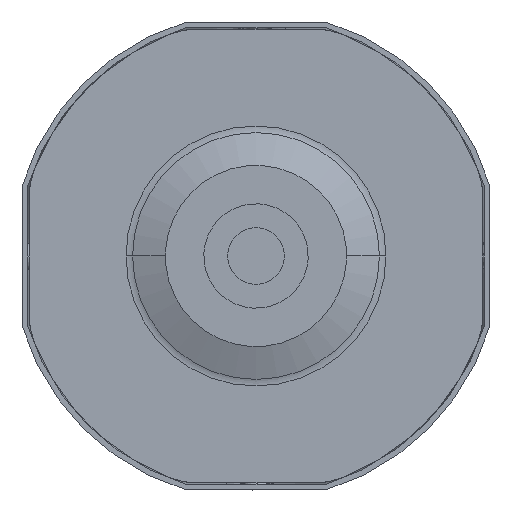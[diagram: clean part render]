
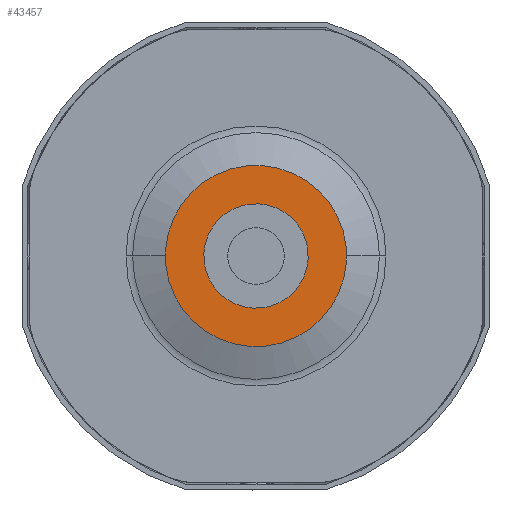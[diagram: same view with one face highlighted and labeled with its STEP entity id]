
A CAD part, front view. The second image highlights one B-rep face of the part: STEP entity #43457.
In plain terms, the highlighted planar face has unit normal (0, -1, 0).
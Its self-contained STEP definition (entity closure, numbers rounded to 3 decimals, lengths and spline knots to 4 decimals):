
#3464 = AXIS2_PLACEMENT_3D ( 'NONE', #44375, #4119, #51063 ) ;
#4119 = DIRECTION ( 'NONE',  ( 0., -1., 0. ) ) ;
#8129 = CARTESIAN_POINT ( 'NONE',  ( 0., -0.5626, 0. ) ) ;
#8965 = FACE_BOUND ( 'NONE', #21879, .T. ) ;
#10767 = PLANE ( 'NONE',  #34389 ) ;
#14894 = DIRECTION ( 'NONE',  ( -0.405, 0., -0.914 ) ) ;
#14918 = ORIENTED_EDGE ( 'NONE', *, *, #57886, .F. ) ;
#17478 = CARTESIAN_POINT ( 'NONE',  ( 0.5395, -0.5626, -0.2389 ) ) ;
#21875 = CIRCLE ( 'NONE', #60576, 0.34 ) ;
#21879 = EDGE_LOOP ( 'NONE', ( #14918, #59210 ) ) ;
#23419 = CIRCLE ( 'NONE', #83112, 0.59 ) ;
#24269 = DIRECTION ( 'NONE',  ( 0., -1., 0. ) ) ;
#27505 = CARTESIAN_POINT ( 'NONE',  ( 0., -0.5626, 0. ) ) ;
#30149 = VERTEX_POINT ( 'NONE', #36200 ) ;
#33029 = CARTESIAN_POINT ( 'NONE',  ( -0.1377, -0.5626, -0.3109 ) ) ;
#34186 = CARTESIAN_POINT ( 'NONE',  ( 0., -0.5626, 0. ) ) ;
#34265 = DIRECTION ( 'NONE',  ( -0.405, 0., -0.914 ) ) ;
#34303 = AXIS2_PLACEMENT_3D ( 'NONE', #8129, #55099, #14894 ) ;
#34389 = AXIS2_PLACEMENT_3D ( 'NONE', #17478, #24269, #71191 ) ;
#34725 = EDGE_CURVE ( 'NONE', #51151, #30149, #23419, .T. ) ;
#36200 = CARTESIAN_POINT ( 'NONE',  ( -0.2389, -0.5626, -0.5395 ) ) ;
#36982 = VERTEX_POINT ( 'NONE', #46465 ) ;
#40713 = CIRCLE ( 'NONE', #3464, 0.59 ) ;
#40930 = DIRECTION ( 'NONE',  ( -0.405, 0., -0.914 ) ) ;
#43298 = EDGE_LOOP ( 'NONE', ( #54264, #45648 ) ) ;
#43457 = ADVANCED_FACE ( 'NONE', ( #58258, #8965 ), #10767, .T. ) ;
#44342 = CIRCLE ( 'NONE', #34303, 0.34 ) ;
#44375 = CARTESIAN_POINT ( 'NONE',  ( 0., -0.5626, 0. ) ) ;
#45648 = ORIENTED_EDGE ( 'NONE', *, *, #34725, .T. ) ;
#46187 = VERTEX_POINT ( 'NONE', #33029 ) ;
#46465 = CARTESIAN_POINT ( 'NONE',  ( 0.1377, -0.5626, 0.3109 ) ) ;
#51063 = DIRECTION ( 'NONE',  ( -0.405, 0., -0.914 ) ) ;
#51151 = VERTEX_POINT ( 'NONE', #63298 ) ;
#54264 = ORIENTED_EDGE ( 'NONE', *, *, #83450, .T. ) ;
#54588 = EDGE_CURVE ( 'NONE', #36982, #46187, #21875, .T. ) ;
#55099 = DIRECTION ( 'NONE',  ( 0., -1., 0. ) ) ;
#57886 = EDGE_CURVE ( 'NONE', #46187, #36982, #44342, .T. ) ;
#58258 = FACE_OUTER_BOUND ( 'NONE', #43298, .T. ) ;
#59210 = ORIENTED_EDGE ( 'NONE', *, *, #54588, .F. ) ;
#60576 = AXIS2_PLACEMENT_3D ( 'NONE', #27505, #74448, #34265 ) ;
#63298 = CARTESIAN_POINT ( 'NONE',  ( 0.2389, -0.5626, 0.5395 ) ) ;
#71191 = DIRECTION ( 'NONE',  ( -0.405, 0., -0.914 ) ) ;
#74448 = DIRECTION ( 'NONE',  ( 0., -1., 0. ) ) ;
#81143 = DIRECTION ( 'NONE',  ( 0., -1., 0. ) ) ;
#83112 = AXIS2_PLACEMENT_3D ( 'NONE', #34186, #81143, #40930 ) ;
#83450 = EDGE_CURVE ( 'NONE', #30149, #51151, #40713, .T. ) ;
